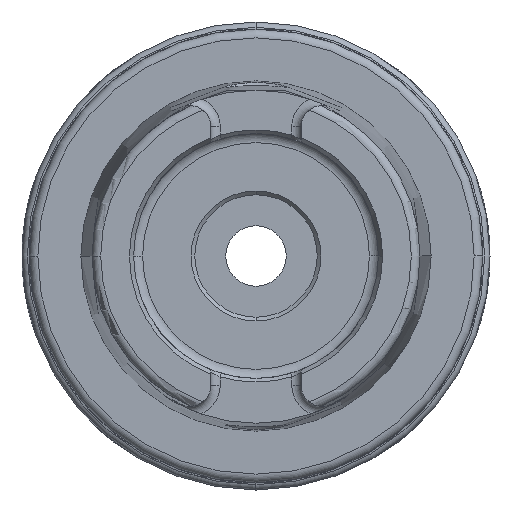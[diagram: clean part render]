
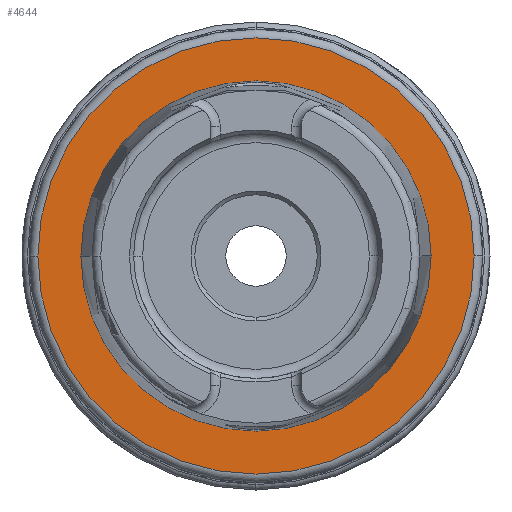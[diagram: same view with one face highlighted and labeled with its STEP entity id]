
A CAD part, left-side view. The second image highlights one B-rep face of the part: STEP entity #4644.
In plain terms, the highlighted planar face has unit normal (-1, 0, 0).
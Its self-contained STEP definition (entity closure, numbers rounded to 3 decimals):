
#50 = FACE_OUTER_BOUND ( 'NONE', #12173, .T. ) ;
#632 = ORIENTED_EDGE ( 'NONE', *, *, #3774, .T. ) ;
#772 = DIRECTION ( 'NONE',  ( 1., 0., 0. ) ) ;
#839 = CARTESIAN_POINT ( 'NONE',  ( 0., 30.3, 0. ) ) ;
#928 = DIRECTION ( 'NONE',  ( -1., 0., 0. ) ) ;
#1242 = AXIS2_PLACEMENT_3D ( 'NONE', #12120, #4100, #9294 ) ;
#1660 = CIRCLE ( 'NONE', #3751, 24.321 ) ;
#1742 = CARTESIAN_POINT ( 'NONE',  ( 0., -30.3, 0. ) ) ;
#2868 = DIRECTION ( 'NONE',  ( 0., 1., 0. ) ) ;
#3136 = DIRECTION ( 'NONE',  ( 0., 1., 0. ) ) ;
#3389 = CARTESIAN_POINT ( 'NONE',  ( 0., 0., 0. ) ) ;
#3751 = AXIS2_PLACEMENT_3D ( 'NONE', #11075, #772, #2868 ) ;
#3774 = EDGE_CURVE ( 'NONE', #11711, #10463, #5211, .T. ) ;
#3892 = DIRECTION ( 'NONE',  ( 0., 1., 0. ) ) ;
#3940 = CARTESIAN_POINT ( 'NONE',  ( 0., 24.321, 0. ) ) ;
#4100 = DIRECTION ( 'NONE',  ( 1., 0., 0. ) ) ;
#4623 = DIRECTION ( 'NONE',  ( 1., 0., 0. ) ) ;
#4644 = ADVANCED_FACE ( 'NONE', ( #7997, #50 ), #10849, .T. ) ;
#4982 = EDGE_CURVE ( 'NONE', #10463, #11711, #1660, .T. ) ;
#5207 = EDGE_CURVE ( 'NONE', #10274, #10272, #6272, .T. ) ;
#5211 = CIRCLE ( 'NONE', #1242, 24.321 ) ;
#5836 = ORIENTED_EDGE ( 'NONE', *, *, #7139, .F. ) ;
#6272 = CIRCLE ( 'NONE', #9426, 30.3 ) ;
#6585 = CARTESIAN_POINT ( 'NONE',  ( 0., 0., 0. ) ) ;
#6725 = CIRCLE ( 'NONE', #10304, 30.3 ) ;
#7072 = DIRECTION ( 'NONE',  ( 1., 0., 0. ) ) ;
#7139 = EDGE_CURVE ( 'NONE', #10272, #10274, #6725, .T. ) ;
#7283 = ORIENTED_EDGE ( 'NONE', *, *, #5207, .F. ) ;
#7694 = CARTESIAN_POINT ( 'NONE',  ( 0., -24.321, 0. ) ) ;
#7862 = ORIENTED_EDGE ( 'NONE', *, *, #4982, .T. ) ;
#7997 = FACE_BOUND ( 'NONE', #9210, .T. ) ;
#8305 = CARTESIAN_POINT ( 'NONE',  ( 0., 24.321, 0. ) ) ;
#9210 = EDGE_LOOP ( 'NONE', ( #7862, #632 ) ) ;
#9294 = DIRECTION ( 'NONE',  ( 0., 1., 0. ) ) ;
#9426 = AXIS2_PLACEMENT_3D ( 'NONE', #6585, #4623, #3892 ) ;
#9988 = DIRECTION ( 'NONE',  ( 0., -1., 0. ) ) ;
#10272 = VERTEX_POINT ( 'NONE', #1742 ) ;
#10274 = VERTEX_POINT ( 'NONE', #839 ) ;
#10304 = AXIS2_PLACEMENT_3D ( 'NONE', #3389, #7072, #3136 ) ;
#10463 = VERTEX_POINT ( 'NONE', #8305 ) ;
#10849 = PLANE ( 'NONE',  #11935 ) ;
#11075 = CARTESIAN_POINT ( 'NONE',  ( 0., 0., 0. ) ) ;
#11711 = VERTEX_POINT ( 'NONE', #7694 ) ;
#11935 = AXIS2_PLACEMENT_3D ( 'NONE', #3940, #928, #9988 ) ;
#12120 = CARTESIAN_POINT ( 'NONE',  ( 0., 0., 0. ) ) ;
#12173 = EDGE_LOOP ( 'NONE', ( #7283, #5836 ) ) ;
